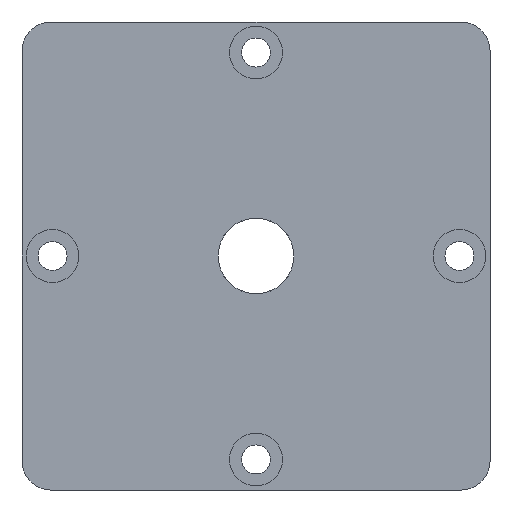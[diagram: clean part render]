
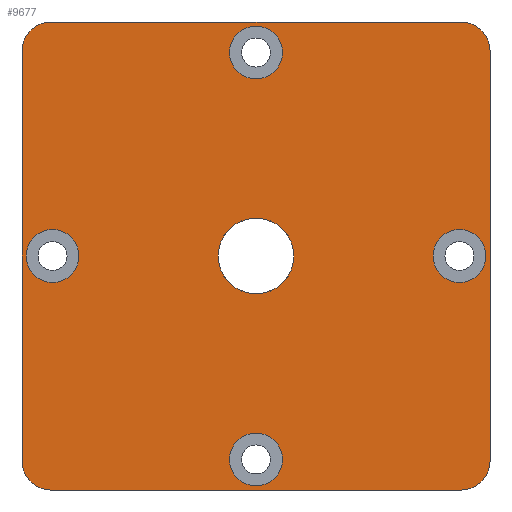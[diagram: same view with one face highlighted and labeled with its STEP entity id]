
A CAD part, front view. The second image highlights one B-rep face of the part: STEP entity #9677.
In plain terms, the highlighted planar face has unit normal (0, -1, 0).
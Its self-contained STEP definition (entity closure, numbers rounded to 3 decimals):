
#87=CIRCLE('',#10067,7.125);
#91=CIRCLE('',#10074,7.125);
#92=CIRCLE('',#10076,7.125);
#93=CIRCLE('',#10079,7.125);
#95=CIRCLE('',#10083,6.5);
#97=CIRCLE('',#10087,6.5);
#99=CIRCLE('',#10091,6.5);
#101=CIRCLE('',#10095,6.5);
#102=CIRCLE('',#10097,9.3);
#175=FACE_BOUND('',#1836,.T.);
#176=FACE_BOUND('',#1837,.T.);
#177=FACE_BOUND('',#1838,.T.);
#178=FACE_BOUND('',#1839,.T.);
#179=FACE_BOUND('',#1840,.T.);
#1268=FACE_OUTER_BOUND('',#1835,.T.);
#1835=EDGE_LOOP('',(#8850,#8851,#8852,#8853,#8854,#8855,#8856,#8857));
#1836=EDGE_LOOP('',(#8858));
#1837=EDGE_LOOP('',(#8859));
#1838=EDGE_LOOP('',(#8860));
#1839=EDGE_LOOP('',(#8861));
#1840=EDGE_LOOP('',(#8862));
#2699=LINE('',#16791,#3639);
#2771=LINE('',#17154,#3711);
#2779=LINE('',#17193,#3719);
#2780=LINE('',#17195,#3720);
#3639=VECTOR('',#11473,10.);
#3711=VECTOR('',#11787,10.);
#3719=VECTOR('',#11837,10.);
#3720=VECTOR('',#11840,10.);
#4543=VERTEX_POINT('',#16787);
#4545=VERTEX_POINT('',#16790);
#4634=VERTEX_POINT('',#17126);
#4640=VERTEX_POINT('',#17143);
#4641=VERTEX_POINT('',#17147);
#4642=VERTEX_POINT('',#17149);
#4643=VERTEX_POINT('',#17153);
#4644=VERTEX_POINT('',#17157);
#4646=VERTEX_POINT('',#17164);
#4648=VERTEX_POINT('',#17171);
#4650=VERTEX_POINT('',#17178);
#4652=VERTEX_POINT('',#17185);
#4653=VERTEX_POINT('',#17189);
#5888=EDGE_CURVE('',#4543,#4545,#2699,.T.);
#6025=EDGE_CURVE('',#4634,#4543,#87,.T.);
#6032=EDGE_CURVE('',#4545,#4640,#91,.T.);
#6035=EDGE_CURVE('',#4641,#4642,#92,.T.);
#6037=EDGE_CURVE('',#4642,#4643,#2771,.T.);
#6039=EDGE_CURVE('',#4643,#4644,#93,.T.);
#6042=EDGE_CURVE('',#4646,#4646,#95,.T.);
#6045=EDGE_CURVE('',#4648,#4648,#97,.T.);
#6048=EDGE_CURVE('',#4650,#4650,#99,.T.);
#6051=EDGE_CURVE('',#4652,#4652,#101,.T.);
#6054=EDGE_CURVE('',#4653,#4653,#102,.T.);
#6055=EDGE_CURVE('',#4644,#4634,#2779,.T.);
#6056=EDGE_CURVE('',#4640,#4641,#2780,.T.);
#8850=ORIENTED_EDGE('',*,*,#6025,.F.);
#8851=ORIENTED_EDGE('',*,*,#6055,.F.);
#8852=ORIENTED_EDGE('',*,*,#6039,.F.);
#8853=ORIENTED_EDGE('',*,*,#6037,.F.);
#8854=ORIENTED_EDGE('',*,*,#6035,.F.);
#8855=ORIENTED_EDGE('',*,*,#6056,.F.);
#8856=ORIENTED_EDGE('',*,*,#6032,.F.);
#8857=ORIENTED_EDGE('',*,*,#5888,.F.);
#8858=ORIENTED_EDGE('',*,*,#6042,.T.);
#8859=ORIENTED_EDGE('',*,*,#6045,.T.);
#8860=ORIENTED_EDGE('',*,*,#6048,.T.);
#8861=ORIENTED_EDGE('',*,*,#6051,.T.);
#8862=ORIENTED_EDGE('',*,*,#6054,.T.);
#9160=PLANE('',#10100);
#9677=ADVANCED_FACE('',(#1268,#175,#176,#177,#178,#179),#9160,.F.);
#10067=AXIS2_PLACEMENT_3D('',#17128,#11759,#11760);
#10074=AXIS2_PLACEMENT_3D('',#17144,#11776,#11777);
#10076=AXIS2_PLACEMENT_3D('',#17150,#11782,#11783);
#10079=AXIS2_PLACEMENT_3D('',#17158,#11791,#11792);
#10083=AXIS2_PLACEMENT_3D('',#17165,#11800,#11801);
#10087=AXIS2_PLACEMENT_3D('',#17172,#11809,#11810);
#10091=AXIS2_PLACEMENT_3D('',#17179,#11818,#11819);
#10095=AXIS2_PLACEMENT_3D('',#17186,#11827,#11828);
#10097=AXIS2_PLACEMENT_3D('',#17191,#11833,#11834);
#10100=AXIS2_PLACEMENT_3D('',#17196,#11841,#11842);
#11473=DIRECTION('',(1.,0.,0.));
#11759=DIRECTION('center_axis',(0.,1.,0.));
#11760=DIRECTION('ref_axis',(-0.707,0.,0.707));
#11776=DIRECTION('center_axis',(0.,1.,0.));
#11777=DIRECTION('ref_axis',(0.707,0.,0.707));
#11782=DIRECTION('center_axis',(0.,1.,0.));
#11783=DIRECTION('ref_axis',(0.707,0.,-0.707));
#11787=DIRECTION('',(-1.,0.,0.));
#11791=DIRECTION('center_axis',(0.,1.,0.));
#11792=DIRECTION('ref_axis',(-0.707,0.,-0.707));
#11800=DIRECTION('center_axis',(0.,1.,0.));
#11801=DIRECTION('ref_axis',(1.,0.,0.));
#11809=DIRECTION('center_axis',(0.,1.,0.));
#11810=DIRECTION('ref_axis',(1.,0.,0.));
#11818=DIRECTION('center_axis',(0.,1.,0.));
#11819=DIRECTION('ref_axis',(1.,0.,0.));
#11827=DIRECTION('center_axis',(0.,1.,0.));
#11828=DIRECTION('ref_axis',(1.,0.,0.));
#11833=DIRECTION('center_axis',(0.,1.,0.));
#11834=DIRECTION('ref_axis',(1.,0.,0.));
#11837=DIRECTION('',(0.,0.,1.));
#11840=DIRECTION('',(0.,0.,-1.));
#11841=DIRECTION('center_axis',(0.,1.,0.));
#11842=DIRECTION('ref_axis',(0.,0.,1.));
#16787=CARTESIAN_POINT('',(-50.375,0.,57.5));
#16790=CARTESIAN_POINT('',(50.375,0.,57.5));
#16791=CARTESIAN_POINT('',(-57.5,0.,57.5));
#17126=CARTESIAN_POINT('',(-57.5,0.,50.375));
#17128=CARTESIAN_POINT('Origin',(-50.375,0.,50.375));
#17143=CARTESIAN_POINT('',(57.5,0.,50.375));
#17144=CARTESIAN_POINT('Origin',(50.375,0.,50.375));
#17147=CARTESIAN_POINT('',(57.5,0.,-50.375));
#17149=CARTESIAN_POINT('',(50.375,0.,-57.5));
#17150=CARTESIAN_POINT('Origin',(50.375,0.,-50.375));
#17153=CARTESIAN_POINT('',(-50.375,0.,-57.5));
#17154=CARTESIAN_POINT('',(57.5,0.,-57.5));
#17157=CARTESIAN_POINT('',(-57.5,0.,-50.375));
#17158=CARTESIAN_POINT('Origin',(-50.375,0.,-50.375));
#17164=CARTESIAN_POINT('',(-6.5,0.,50.));
#17165=CARTESIAN_POINT('Origin',(0.,0.,50.));
#17171=CARTESIAN_POINT('',(43.5,0.,0.));
#17172=CARTESIAN_POINT('Origin',(50.,0.,0.));
#17178=CARTESIAN_POINT('',(-6.5,0.,-50.));
#17179=CARTESIAN_POINT('Origin',(0.,0.,-50.));
#17185=CARTESIAN_POINT('',(-56.5,0.,0.));
#17186=CARTESIAN_POINT('Origin',(-50.,0.,0.));
#17189=CARTESIAN_POINT('',(-9.3,0.,0.));
#17191=CARTESIAN_POINT('Origin',(0.,0.,0.));
#17193=CARTESIAN_POINT('',(-57.5,0.,-57.5));
#17195=CARTESIAN_POINT('',(57.5,0.,57.5));
#17196=CARTESIAN_POINT('Origin',(0.,0.,0.));
